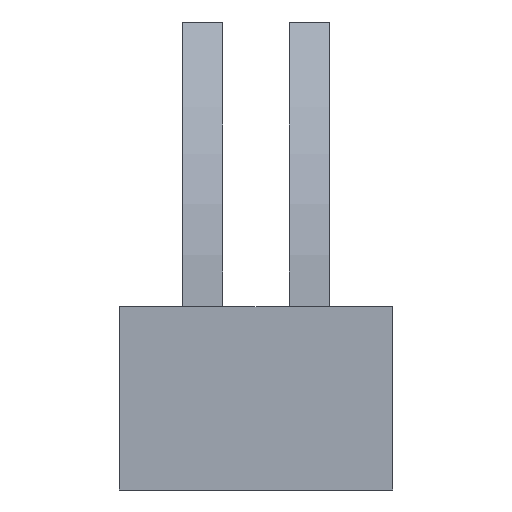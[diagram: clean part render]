
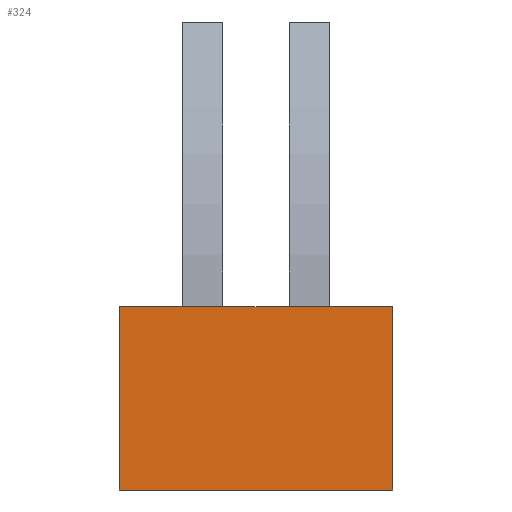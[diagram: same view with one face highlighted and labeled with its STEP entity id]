
A CAD part, left-side view. The second image highlights one B-rep face of the part: STEP entity #324.
In plain terms, the highlighted planar face has unit normal (-1, 0, 0).
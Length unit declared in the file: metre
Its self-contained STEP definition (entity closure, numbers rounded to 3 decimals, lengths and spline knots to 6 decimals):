
#50=ORIENTED_EDGE('',*,*,#135,.T.);
#51=ORIENTED_EDGE('',*,*,#133,.F.);
#52=ORIENTED_EDGE('',*,*,#136,.F.);
#53=ORIENTED_EDGE('',*,*,#123,.F.);
#54=ORIENTED_EDGE('',*,*,#137,.F.);
#55=ORIENTED_EDGE('',*,*,#118,.F.);
#56=ORIENTED_EDGE('',*,*,#138,.F.);
#57=ORIENTED_EDGE('',*,*,#139,.T.);
#118=EDGE_CURVE('',#162,#163,#190,.T.);
#123=EDGE_CURVE('',#166,#168,#195,.T.);
#133=EDGE_CURVE('',#174,#175,#205,.T.);
#135=EDGE_CURVE('',#176,#175,#207,.T.);
#136=EDGE_CURVE('',#168,#174,#208,.T.);
#137=EDGE_CURVE('',#163,#166,#209,.T.);
#138=EDGE_CURVE('',#177,#162,#210,.T.);
#139=EDGE_CURVE('',#177,#176,#211,.T.);
#162=VERTEX_POINT('',#486);
#163=VERTEX_POINT('',#487);
#166=VERTEX_POINT('',#495);
#168=VERTEX_POINT('',#498);
#174=VERTEX_POINT('',#515);
#175=VERTEX_POINT('',#517);
#176=VERTEX_POINT('',#521);
#177=VERTEX_POINT('',#525);
#190=LINE('',#485,#222);
#195=LINE('',#497,#227);
#205=LINE('',#516,#237);
#207=LINE('',#520,#239);
#208=LINE('',#522,#240);
#209=LINE('',#523,#241);
#210=LINE('',#524,#242);
#211=LINE('',#526,#243);
#222=VECTOR('',#389,1.);
#227=VECTOR('',#396,1.);
#237=VECTOR('',#410,1.);
#239=VECTOR('',#414,1.);
#240=VECTOR('',#415,1.);
#241=VECTOR('',#416,1.);
#242=VECTOR('',#417,1.);
#243=VECTOR('',#418,1.);
#258=EDGE_LOOP('',(#50,#51,#52,#53,#54,#55,#56,#57));
#284=FACE_BOUND('',#258,.T.);
#310=PLANE('',#357);
#324=ADVANCED_FACE('',(#284),#310,.F.);
#357=AXIS2_PLACEMENT_3D('',#519,#412,#413);
#389=DIRECTION('',(0.,-1.,0.));
#396=DIRECTION('',(0.,-1.,0.));
#410=DIRECTION('',(0.,-1.,0.));
#412=DIRECTION('',(1.,0.,0.));
#413=DIRECTION('',(0.,0.,-1.));
#414=DIRECTION('',(0.,0.,1.));
#415=DIRECTION('',(0.,-1.,0.));
#416=DIRECTION('',(0.,-1.,0.));
#417=DIRECTION('',(0.,0.,1.));
#418=DIRECTION('',(0.,-1.,0.));
#485=CARTESIAN_POINT('',(-0.1275,0.082,0.));
#486=CARTESIAN_POINT('',(-0.1275,0.082,0.));
#487=CARTESIAN_POINT('',(-0.1275,0.063,0.));
#495=CARTESIAN_POINT('',(-0.1275,0.051,0.));
#497=CARTESIAN_POINT('',(-0.1275,0.082,0.));
#498=CARTESIAN_POINT('',(-0.1275,0.031,0.));
#515=CARTESIAN_POINT('',(-0.1275,0.019,0.));
#516=CARTESIAN_POINT('',(-0.1275,0.082,0.));
#517=CARTESIAN_POINT('',(-0.1275,0.,0.));
#519=CARTESIAN_POINT('',(-0.1275,0.082,-0.0275));
#520=CARTESIAN_POINT('',(-0.1275,0.,-0.0275));
#521=CARTESIAN_POINT('',(-0.1275,0.,-0.055));
#522=CARTESIAN_POINT('',(-0.1275,0.031,0.));
#523=CARTESIAN_POINT('',(-0.1275,0.063,0.));
#524=CARTESIAN_POINT('',(-0.1275,0.082,-0.0275));
#525=CARTESIAN_POINT('',(-0.1275,0.082,-0.055));
#526=CARTESIAN_POINT('',(-0.1275,0.082,-0.055));
